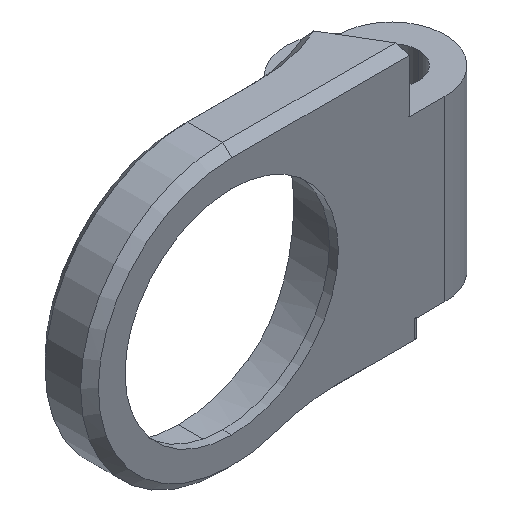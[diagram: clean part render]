
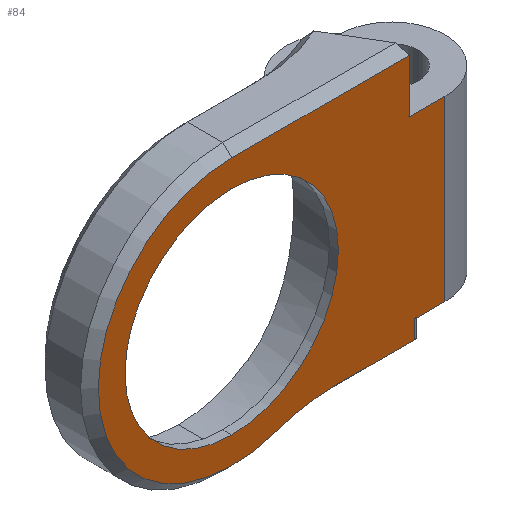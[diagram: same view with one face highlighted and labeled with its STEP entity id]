
A CAD part, isometric view. The second image highlights one B-rep face of the part: STEP entity #84.
In plain terms, the highlighted planar face has unit normal (0, -1, 0).
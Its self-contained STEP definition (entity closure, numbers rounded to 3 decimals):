
#18 = EDGE_CURVE ( 'NONE', #1044, #870, #1040, .T. ) ;
#26 = CARTESIAN_POINT ( 'NONE',  ( 10., 0., 4.5 ) ) ;
#44 = DIRECTION ( 'NONE',  ( 0., -1., 0. ) ) ;
#47 = EDGE_CURVE ( 'NONE', #711, #679, #1043, .T. ) ;
#50 = DIRECTION ( 'NONE',  ( 1., 0., 0. ) ) ;
#73 = VECTOR ( 'NONE', #831, 1000. ) ;
#84 = ADVANCED_FACE ( 'NONE', ( #608, #1254 ), #548, .F. ) ;
#126 = DIRECTION ( 'NONE',  ( 0., 0., -1. ) ) ;
#137 = CARTESIAN_POINT ( 'NONE',  ( 5.916, 0., -17. ) ) ;
#145 = DIRECTION ( 'NONE',  ( 0., 0., 1. ) ) ;
#176 = LINE ( 'NONE', #1150, #73 ) ;
#275 = AXIS2_PLACEMENT_3D ( 'NONE', #1293, #551, #651 ) ;
#289 = CARTESIAN_POINT ( 'NONE',  ( 0., 0., 0. ) ) ;
#331 = ORIENTED_EDGE ( 'NONE', *, *, #539, .T. ) ;
#333 = LINE ( 'NONE', #769, #788 ) ;
#337 = CARTESIAN_POINT ( 'NONE',  ( 2.465, 0., -7.083 ) ) ;
#346 = VERTEX_POINT ( 'NONE', #857 ) ;
#379 = VECTOR ( 'NONE', #1379, 1000. ) ;
#381 = CARTESIAN_POINT ( 'NONE',  ( 0., 0., 4.5 ) ) ;
#397 = EDGE_CURVE ( 'NONE', #630, #1310, #1196, .T. ) ;
#402 = ORIENTED_EDGE ( 'NONE', *, *, #864, .F. ) ;
#436 = CARTESIAN_POINT ( 'NONE',  ( 10.268, 0., -6.5 ) ) ;
#453 = CIRCLE ( 'NONE', #275, 6. ) ;
#462 = VERTEX_POINT ( 'NONE', #880 ) ;
#469 = DIRECTION ( 'NONE',  ( 0., 0., 1. ) ) ;
#498 = EDGE_CURVE ( 'NONE', #699, #462, #622, .T. ) ;
#507 = CARTESIAN_POINT ( 'NONE',  ( 0., 0., 0. ) ) ;
#508 = VERTEX_POINT ( 'NONE', #26 ) ;
#519 = VECTOR ( 'NONE', #721, 1000. ) ;
#539 = EDGE_CURVE ( 'NONE', #508, #630, #1193, .T. ) ;
#548 = PLANE ( 'NONE',  #634 ) ;
#551 = DIRECTION ( 'NONE',  ( 0., 1., 0. ) ) ;
#556 = AXIS2_PLACEMENT_3D ( 'NONE', #913, #44, #469 ) ;
#575 = CARTESIAN_POINT ( 'NONE',  ( 12., 0., -5.5 ) ) ;
#586 = EDGE_CURVE ( 'NONE', #815, #346, #333, .T. ) ;
#604 = EDGE_LOOP ( 'NONE', ( #995, #1361, #1133, #1119, #402, #331, #994, #970, #668 ) ) ;
#608 = FACE_BOUND ( 'NONE', #1382, .T. ) ;
#622 = CIRCLE ( 'NONE', #1103, 10.5 ) ;
#630 = VERTEX_POINT ( 'NONE', #1384 ) ;
#634 = AXIS2_PLACEMENT_3D ( 'NONE', #289, #936, #1148 ) ;
#651 = DIRECTION ( 'NONE',  ( 0., 0., 1. ) ) ;
#666 = DIRECTION ( 'NONE',  ( 0., 1., 0. ) ) ;
#668 = ORIENTED_EDGE ( 'NONE', *, *, #498, .T. ) ;
#679 = VERTEX_POINT ( 'NONE', #968 ) ;
#699 = VERTEX_POINT ( 'NONE', #337 ) ;
#711 = VERTEX_POINT ( 'NONE', #436 ) ;
#721 = DIRECTION ( 'NONE',  ( 0., 0., 1. ) ) ;
#726 = CARTESIAN_POINT ( 'NONE',  ( 10.268, 0., 0. ) ) ;
#769 = CARTESIAN_POINT ( 'NONE',  ( 12., 0., 8. ) ) ;
#774 = ORIENTED_EDGE ( 'NONE', *, *, #18, .T. ) ;
#776 = EDGE_CURVE ( 'NONE', #870, #1044, #453, .T. ) ;
#787 = CIRCLE ( 'NONE', #556, 7.5 ) ;
#788 = VECTOR ( 'NONE', #126, 1000. ) ;
#815 = VERTEX_POINT ( 'NONE', #924 ) ;
#831 = DIRECTION ( 'NONE',  ( 1., 0., 0. ) ) ;
#833 = DIRECTION ( 'NONE',  ( 0., 0., 1. ) ) ;
#846 = CARTESIAN_POINT ( 'NONE',  ( 0., 0., -6. ) ) ;
#857 = CARTESIAN_POINT ( 'NONE',  ( 12., 0., -5.5 ) ) ;
#862 = EDGE_CURVE ( 'NONE', #679, #346, #1010, .T. ) ;
#864 = EDGE_CURVE ( 'NONE', #508, #815, #1326, .T. ) ;
#870 = VERTEX_POINT ( 'NONE', #1224 ) ;
#880 = CARTESIAN_POINT ( 'NONE',  ( 5.916, 0., -6.5 ) ) ;
#903 = EDGE_CURVE ( 'NONE', #1310, #699, #787, .T. ) ;
#913 = CARTESIAN_POINT ( 'NONE',  ( 0., 0., 0. ) ) ;
#924 = CARTESIAN_POINT ( 'NONE',  ( 12., 0., 4.5 ) ) ;
#936 = DIRECTION ( 'NONE',  ( 0., 1., 0. ) ) ;
#946 = CARTESIAN_POINT ( 'NONE',  ( 0., 0., 7.5 ) ) ;
#960 = VECTOR ( 'NONE', #1352, 1000. ) ;
#968 = CARTESIAN_POINT ( 'NONE',  ( 10.268, 0., -5.5 ) ) ;
#969 = AXIS2_PLACEMENT_3D ( 'NONE', #507, #1271, #833 ) ;
#970 = ORIENTED_EDGE ( 'NONE', *, *, #903, .T. ) ;
#987 = CARTESIAN_POINT ( 'NONE',  ( 10., 0., 4.5 ) ) ;
#994 = ORIENTED_EDGE ( 'NONE', *, *, #397, .T. ) ;
#995 = ORIENTED_EDGE ( 'NONE', *, *, #1014, .T. ) ;
#1010 = LINE ( 'NONE', #575, #960 ) ;
#1014 = EDGE_CURVE ( 'NONE', #462, #711, #176, .T. ) ;
#1034 = VECTOR ( 'NONE', #1201, 1000. ) ;
#1040 = CIRCLE ( 'NONE', #969, 6. ) ;
#1043 = LINE ( 'NONE', #726, #519 ) ;
#1044 = VERTEX_POINT ( 'NONE', #846 ) ;
#1099 = VECTOR ( 'NONE', #50, 1000. ) ;
#1103 = AXIS2_PLACEMENT_3D ( 'NONE', #137, #666, #145 ) ;
#1111 = CARTESIAN_POINT ( 'NONE',  ( 0., 0., 7.5 ) ) ;
#1119 = ORIENTED_EDGE ( 'NONE', *, *, #586, .F. ) ;
#1133 = ORIENTED_EDGE ( 'NONE', *, *, #862, .T. ) ;
#1148 = DIRECTION ( 'NONE',  ( 0., 0., 1. ) ) ;
#1150 = CARTESIAN_POINT ( 'NONE',  ( 0., 0., -6.5 ) ) ;
#1193 = LINE ( 'NONE', #987, #1034 ) ;
#1196 = LINE ( 'NONE', #946, #379 ) ;
#1201 = DIRECTION ( 'NONE',  ( 0., 0., 1. ) ) ;
#1224 = CARTESIAN_POINT ( 'NONE',  ( 0., 0., 6. ) ) ;
#1254 = FACE_OUTER_BOUND ( 'NONE', #604, .T. ) ;
#1271 = DIRECTION ( 'NONE',  ( 0., 1., 0. ) ) ;
#1293 = CARTESIAN_POINT ( 'NONE',  ( 0., 0., 0. ) ) ;
#1310 = VERTEX_POINT ( 'NONE', #1111 ) ;
#1326 = LINE ( 'NONE', #381, #1099 ) ;
#1342 = ORIENTED_EDGE ( 'NONE', *, *, #776, .T. ) ;
#1352 = DIRECTION ( 'NONE',  ( 1., 0., 0. ) ) ;
#1361 = ORIENTED_EDGE ( 'NONE', *, *, #47, .T. ) ;
#1379 = DIRECTION ( 'NONE',  ( -1., 0., 0. ) ) ;
#1382 = EDGE_LOOP ( 'NONE', ( #1342, #774 ) ) ;
#1384 = CARTESIAN_POINT ( 'NONE',  ( 10., 0., 7.5 ) ) ;
